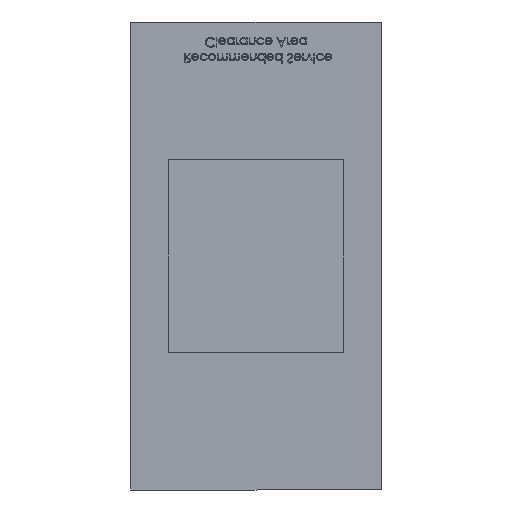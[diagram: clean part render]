
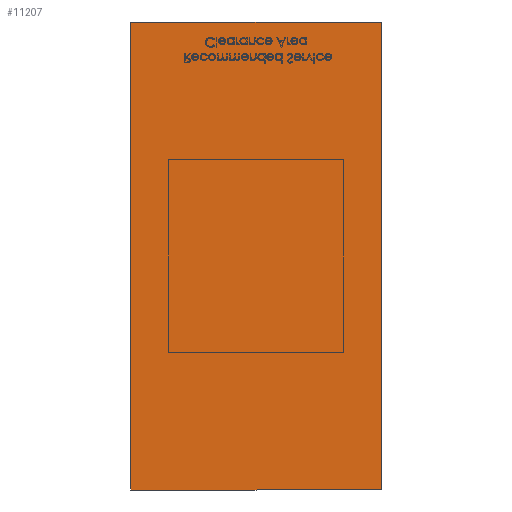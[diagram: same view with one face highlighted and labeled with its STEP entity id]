
A CAD part, front view. The second image highlights one B-rep face of the part: STEP entity #11207.
In plain terms, the highlighted planar face has unit normal (0, -1, 0).
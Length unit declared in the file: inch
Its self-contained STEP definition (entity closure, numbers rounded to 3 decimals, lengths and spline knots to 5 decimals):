
#2 = ORIENTED_EDGE ( 'NONE', *, *, #10136, .T. ) ;
#1855 = LINE ( 'NONE', #20843, #15223 ) ;
#2499 = EDGE_CURVE ( 'NONE', #39097, #12059, #43941, .T. ) ;
#2896 = DIRECTION ( 'NONE',  ( 0., -1., 0. ) ) ;
#3092 = FACE_OUTER_BOUND ( 'NONE', #24897, .T. ) ;
#3153 = VERTEX_POINT ( 'NONE', #21513 ) ;
#3354 = LINE ( 'NONE', #12500, #25900 ) ;
#6252 = ORIENTED_EDGE ( 'NONE', *, *, #2499, .T. ) ;
#7172 = DIRECTION ( 'NONE',  ( 0., 0., 1. ) ) ;
#8224 = EDGE_CURVE ( 'NONE', #12059, #3153, #1855, .T. ) ;
#10136 = EDGE_CURVE ( 'NONE', #44441, #39097, #3354, .T. ) ;
#11150 = VECTOR ( 'NONE', #40079, 39.37008 ) ;
#11207 = ADVANCED_FACE ( 'NONE', ( #3092 ), #16379, .T. ) ;
#12059 = VERTEX_POINT ( 'NONE', #12550 ) ;
#12500 = CARTESIAN_POINT ( 'NONE',  ( -20.015, -5.25, -37.37 ) ) ;
#12550 = CARTESIAN_POINT ( 'NONE',  ( 20.015, -5.25, -37.37 ) ) ;
#15223 = VECTOR ( 'NONE', #7172, 39.37008 ) ;
#16379 = PLANE ( 'NONE',  #28853 ) ;
#18130 = VECTOR ( 'NONE', #25465, 39.37008 ) ;
#20843 = CARTESIAN_POINT ( 'NONE',  ( 20.015, -5.25, -37.37 ) ) ;
#21513 = CARTESIAN_POINT ( 'NONE',  ( 20.015, -5.25, 37.37 ) ) ;
#21585 = CARTESIAN_POINT ( 'NONE',  ( -20.015, -5.25, -37.37 ) ) ;
#22260 = CARTESIAN_POINT ( 'NONE',  ( -20.015, -5.25, 37.37 ) ) ;
#23417 = DIRECTION ( 'NONE',  ( 0., 0., -1. ) ) ;
#24897 = EDGE_LOOP ( 'NONE', ( #2, #6252, #43021, #24966 ) ) ;
#24966 = ORIENTED_EDGE ( 'NONE', *, *, #34223, .T. ) ;
#25465 = DIRECTION ( 'NONE',  ( -1., 0., 0. ) ) ;
#25900 = VECTOR ( 'NONE', #29886, 39.37008 ) ;
#28853 = AXIS2_PLACEMENT_3D ( 'NONE', #33620, #2896, #23417 ) ;
#29886 = DIRECTION ( 'NONE',  ( 0., 0., -1. ) ) ;
#30284 = CARTESIAN_POINT ( 'NONE',  ( 20.015, -5.25, -37.37 ) ) ;
#30452 = LINE ( 'NONE', #32064, #18130 ) ;
#32064 = CARTESIAN_POINT ( 'NONE',  ( 20.015, -5.25, 37.37 ) ) ;
#33620 = CARTESIAN_POINT ( 'NONE',  ( 0., -5.25, 0. ) ) ;
#34223 = EDGE_CURVE ( 'NONE', #3153, #44441, #30452, .T. ) ;
#39097 = VERTEX_POINT ( 'NONE', #21585 ) ;
#40079 = DIRECTION ( 'NONE',  ( 1., 0., 0. ) ) ;
#43021 = ORIENTED_EDGE ( 'NONE', *, *, #8224, .T. ) ;
#43941 = LINE ( 'NONE', #30284, #11150 ) ;
#44441 = VERTEX_POINT ( 'NONE', #22260 ) ;
